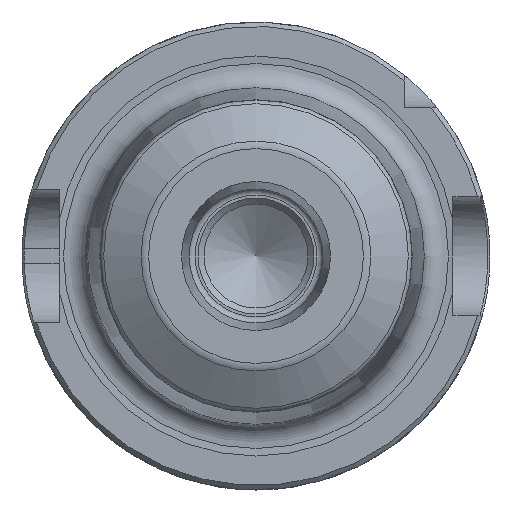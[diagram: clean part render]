
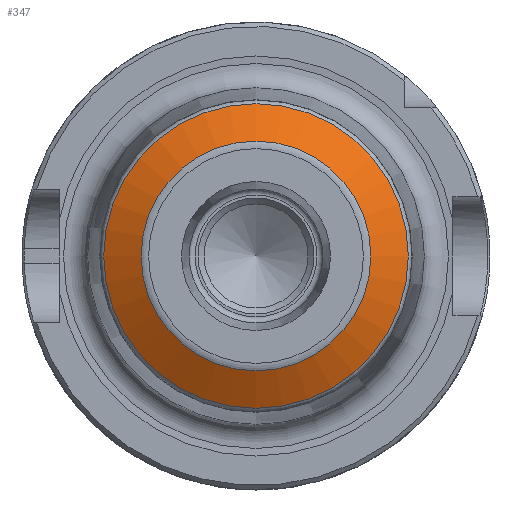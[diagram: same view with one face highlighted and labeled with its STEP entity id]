
A CAD part, left-side view. The second image highlights one B-rep face of the part: STEP entity #347.
In plain terms, the highlighted conical face has half-angle 60 degrees and reference radius 20.5 mm.
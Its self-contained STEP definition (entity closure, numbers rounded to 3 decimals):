
#102=FACE_BOUND('',#573,.T.);
#103=FACE_BOUND('',#574,.T.);
#179=CONICAL_SURFACE('',#1760,20.5,60.);
#347=ADVANCED_FACE('',(#102,#103),#179,.T.);
#573=EDGE_LOOP('',(#1077));
#574=EDGE_LOOP('',(#1078));
#657=CIRCLE('',#1753,20.5);
#660=CIRCLE('',#1759,15.464);
#1077=ORIENTED_EDGE('',*,*,#1454,.F.);
#1078=ORIENTED_EDGE('',*,*,#1457,.T.);
#1239=VERTEX_POINT('',#3230);
#1242=VERTEX_POINT('',#3239);
#1454=EDGE_CURVE('',#1239,#1239,#657,.T.);
#1457=EDGE_CURVE('',#1242,#1242,#660,.T.);
#1753=AXIS2_PLACEMENT_3D('',#3229,#2143,#2144);
#1759=AXIS2_PLACEMENT_3D('',#3238,#2155,#2156);
#1760=AXIS2_PLACEMENT_3D('',#3240,#2157,#2158);
#2143=DIRECTION('',(1.,0.,0.));
#2144=DIRECTION('',(0.,1.,0.));
#2155=DIRECTION('',(1.,0.,0.));
#2156=DIRECTION('',(0.,1.,0.));
#2157=DIRECTION('',(1.,0.,0.));
#2158=DIRECTION('',(0.,1.,0.));
#3229=CARTESIAN_POINT('',(-8.825,0.,0.));
#3230=CARTESIAN_POINT('',(-8.825,20.5,0.));
#3238=CARTESIAN_POINT('',(-11.732,0.,0.));
#3239=CARTESIAN_POINT('',(-11.732,15.464,0.));
#3240=CARTESIAN_POINT('',(-8.825,0.,0.));
